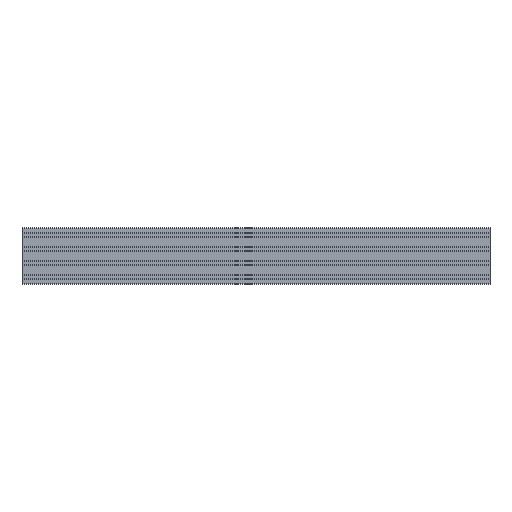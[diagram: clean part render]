
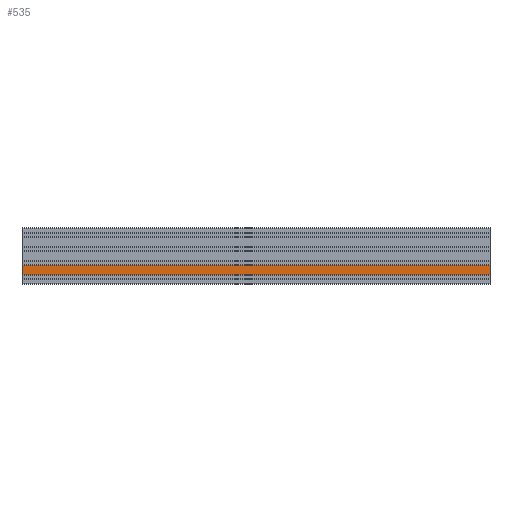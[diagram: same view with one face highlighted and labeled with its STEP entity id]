
A CAD part, top view. The second image highlights one B-rep face of the part: STEP entity #535.
In plain terms, the highlighted planar face has unit normal (0, 0, 1).
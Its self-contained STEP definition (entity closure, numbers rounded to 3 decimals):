
#535=ADVANCED_FACE('',(#1216),#1217,.T.);
#1216=FACE_OUTER_BOUND('',#2040,.T.);
#1217=PLANE('',#2041);
#2040=EDGE_LOOP('',(#3453,#3454,#3455,#3456));
#2041=AXIS2_PLACEMENT_3D('',#3457,#3458,#3459);
#3453=ORIENTED_EDGE('',*,*,#5687,.T.);
#3454=ORIENTED_EDGE('',*,*,#5688,.F.);
#3455=ORIENTED_EDGE('',*,*,#5689,.T.);
#3456=ORIENTED_EDGE('',*,*,#5684,.T.);
#3457=CARTESIAN_POINT('',(0.0,-30.0,7.5));
#3458=DIRECTION('',(0.0,0.0,1.0));
#3459=DIRECTION('',(0.0,-1.0,0.0));
#5684=EDGE_CURVE('',#7006,#7004,#7007,.T.);
#5687=EDGE_CURVE('',#7004,#7010,#7011,.T.);
#5688=EDGE_CURVE('',#7012,#7010,#7013,.T.);
#5689=EDGE_CURVE('',#7012,#7006,#7014,.T.);
#7004=VERTEX_POINT('',#8982);
#7006=VERTEX_POINT('',#8985);
#7007=LINE('',#8986,#8987);
#7010=VERTEX_POINT('',#8991);
#7011=LINE('',#8992,#8993);
#7012=VERTEX_POINT('',#8994);
#7013=LINE('',#8995,#8996);
#7014=LINE('',#8997,#8998);
#8982=CARTESIAN_POINT('',(1000.0,-40.45,7.5));
#8985=CARTESIAN_POINT('',(0.0,-40.45,7.5));
#8986=CARTESIAN_POINT('',(0.0,-40.45,7.5));
#8987=VECTOR('',#10704,1.0);
#8991=CARTESIAN_POINT('',(1000.0,-19.55,7.5));
#8992=CARTESIAN_POINT('',(1000.0,-19.55,7.5));
#8993=VECTOR('',#10706,1.0);
#8994=CARTESIAN_POINT('',(0.0,-19.55,7.5));
#8995=CARTESIAN_POINT('',(0.0,-19.55,7.5));
#8996=VECTOR('',#10707,1.0);
#8997=CARTESIAN_POINT('',(0.0,-19.55,7.5));
#8998=VECTOR('',#10708,1.0);
#10704=DIRECTION('',(1.0,0.0,0.0));
#10706=DIRECTION('',(0.0,1.0,0.0));
#10707=DIRECTION('',(1.0,0.0,0.0));
#10708=DIRECTION('',(0.0,-1.0,0.0));
